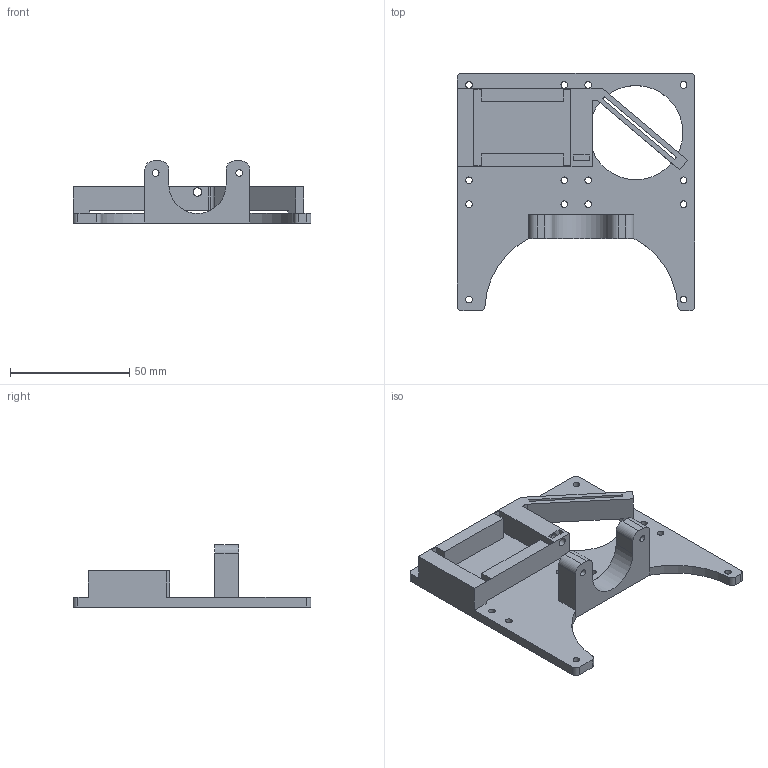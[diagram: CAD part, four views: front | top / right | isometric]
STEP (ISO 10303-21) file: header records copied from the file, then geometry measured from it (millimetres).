
FILE_DESCRIPTION(/* description */ (''),/* implementation_level */ '2;1');
FILE_NAME(/* name */ '30_LS_Sample_stage_v2.ipt.step',/* time_stamp */ '2022-11-29T08:24:15+01:00',/* author */ ('UC2'),/* organization */ (''),/* preprocessor_version */ 'ST-DEVELOPER v18.1',/* originating_system */ 'Autodesk Inventor 2022',/* authorisation */ '');
FILE_SCHEMA (('AUTOMOTIVE_DESIGN { 1 0 10303 214 3 1 1 }'));
Length unit declared in the file: millimetre
Products named in the file (1): 30_LS_Sample_stage_v2
Bounding box: 99.6 x 99.6 x 26 mm (x, y, z)
Volume: 41741.4 mm3; surface area: 25092.1 mm2
Topology: 1 solids, 1 shells, 84 faces, 251 edges, 166 vertices
Faces by surface type: plane 50, cylinder 34
Full cylindrical faces by diameter (mm): 2.8 x16, 3.5 x2, 39.449 x1
Entity records: 2966 total; most frequent: ORIENTED_EDGE 502, CARTESIAN_POINT 502, DIRECTION 491, EDGE_CURVE 251, LINE 181, VECTOR 181, VERTEX_POINT 166, AXIS2_PLACEMENT_3D 155
